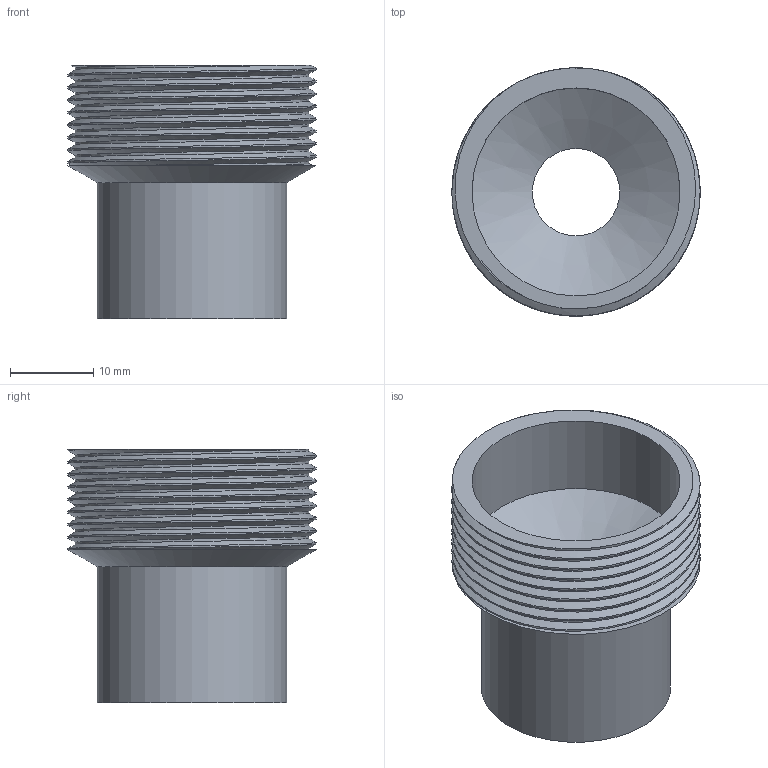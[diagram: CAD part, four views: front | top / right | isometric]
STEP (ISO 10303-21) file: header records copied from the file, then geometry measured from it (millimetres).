
FILE_DESCRIPTION(/* description */ (''),/* implementation_level */ '2;1');
FILE_NAME(/* name */ 'Tuyere .step',/* time_stamp */ '2021-07-14T23:18:06+02:00',/* author */ (''),/* organization */ (''),/* preprocessor_version */ 'ST-DEVELOPER v18.1',/* originating_system */ 'Autodesk Translation Framework v10.9.0.1377',/* authorisation */ '');
FILE_SCHEMA (('AUTOMOTIVE_DESIGN { 1 0 10303 214 3 1 1 }'));
Length unit declared in the file: millimetre
Products named in the file (1): Tuyere
Bounding box: 29.85 x 29.85 x 30.43 mm (x, y, z)
Volume: 6889.1 mm3; surface area: 5666.5 mm2
Topology: 1 solids, 1 shells, 29 faces, 75 edges, 48 vertices
Faces by surface type: cylinder 21, plane 3, cone 3, bspline 2
Full cylindrical faces by diameter (mm): 10.5 x1, 22.771 x1, 25 x1, 28.132 x7, 29.85 x7
Entity records: 3130 total; most frequent: CARTESIAN_POINT 2458, ORIENTED_EDGE 150, DIRECTION 104, EDGE_CURVE 75, VERTEX_POINT 48, AXIS2_PLACEMENT_3D 41, B_SPLINE_CURVE_WITH_KNOTS 40, EDGE_LOOP 31
